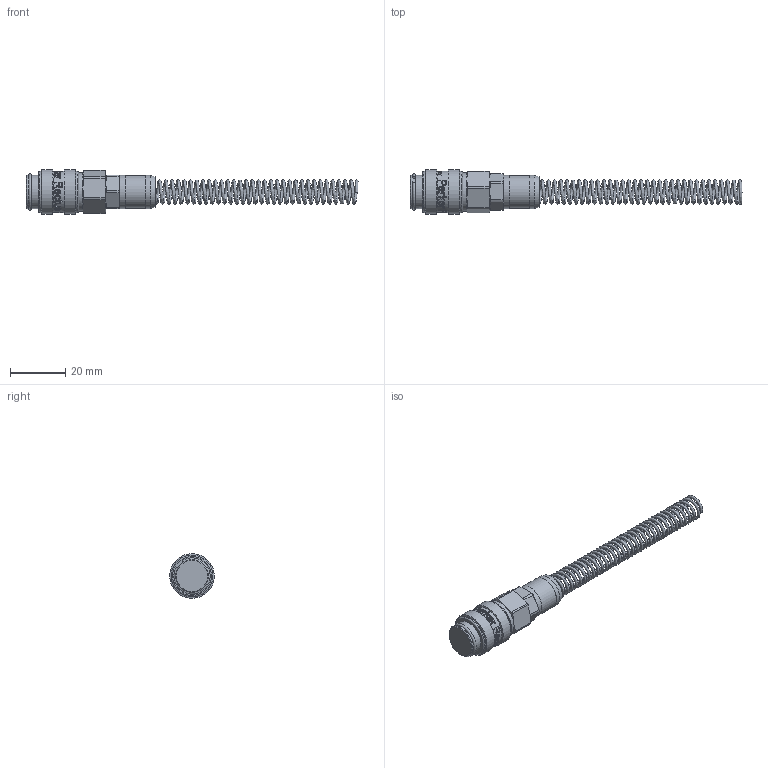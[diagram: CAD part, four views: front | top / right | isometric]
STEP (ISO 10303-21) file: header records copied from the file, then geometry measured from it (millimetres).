
FILE_DESCRIPTION((''),'2;1');
FILE_NAME('21kakk06mpn.stp','2013-04-12T10:02:05',('IA176480'),(''),'Autodesk Inventor 2011','Autodesk Inventor 2011','');
FILE_SCHEMA(('AUTOMOTIVE_DESIGN { 1 0 10303 214 1 1 1 1 }'));
Length unit declared in the file: millimetre
Products named in the file (1): D106319
Bounding box: 120.25 x 16.1 x 16.1 mm (x, y, z)
Volume: 6717.3 mm3; surface area: 7308.3 mm2
Topology: 3 solids, 4 shells, 508 faces, 1301 edges, 851 vertices
Faces by surface type: bspline 215, plane 165, cylinder 76, cone 42, torus 10
Full cylindrical faces by diameter (mm): 4 x1, 4.6 x1, 6.25 x1, 8.6 x1, 10 x2, 11.15 x1, 11.259 x1, 11.4 x1, 11.9 x1, 12 x5, 12.15 x2, 14 x3, 15.1 x3, 16.15 x2
Entity records: 68775 total; most frequent: CARTESIAN_POINT 57933, ORIENTED_EDGE 2466, DIRECTION 1401, EDGE_CURVE 1233, VERTEX_POINT 838, EDGE_LOOP 615, B_SPLINE_CURVE_WITH_KNOTS 560, FACE_OUTER_BOUND 507
